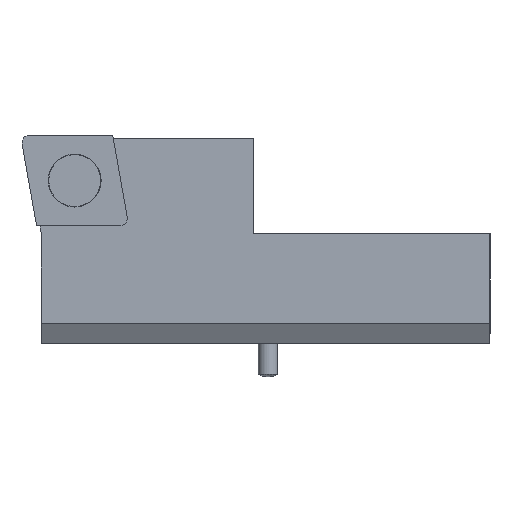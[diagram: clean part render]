
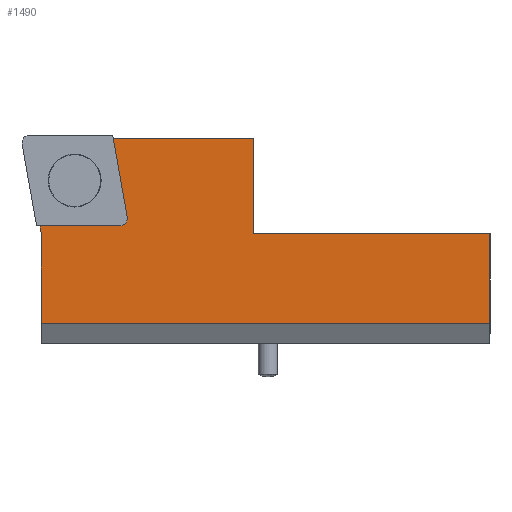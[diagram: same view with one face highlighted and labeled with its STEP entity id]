
A CAD part, top view. The second image highlights one B-rep face of the part: STEP entity #1490.
In plain terms, the highlighted planar face has unit normal (0, 0, 1).
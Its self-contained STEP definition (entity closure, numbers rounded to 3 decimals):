
#93=B_SPLINE_CURVE_WITH_KNOTS('',3,(#2337,#2338,#2339,#2340),
 .UNSPECIFIED.,.F.,.F.,(4,4),(0.984,1.079),
 .UNSPECIFIED.);
#102=FACE_OUTER_BOUND('',#185,.T.);
#185=EDGE_LOOP('',(#984,#985,#986,#987,#988,#989,#990,#991,#992,#993,#994));
#271=CIRCLE('',#1668,0.788);
#323=LINE('',#2324,#459);
#325=LINE('',#2366,#461);
#328=LINE('',#2372,#464);
#329=LINE('',#2374,#465);
#330=LINE('',#2376,#466);
#331=LINE('',#2378,#467);
#332=LINE('',#2380,#468);
#333=LINE('',#2382,#469);
#334=LINE('',#2384,#470);
#459=VECTOR('',#1841,10.);
#461=VECTOR('',#1849,10.);
#464=VECTOR('',#1854,10.);
#465=VECTOR('',#1855,10.);
#466=VECTOR('',#1856,10.);
#467=VECTOR('',#1857,10.);
#468=VECTOR('',#1858,10.);
#469=VECTOR('',#1859,10.);
#470=VECTOR('',#1860,10.);
#595=VERTEX_POINT('',#2322);
#596=VERTEX_POINT('',#2323);
#599=VERTEX_POINT('',#2336);
#603=VERTEX_POINT('',#2365);
#605=VERTEX_POINT('',#2371);
#606=VERTEX_POINT('',#2373);
#607=VERTEX_POINT('',#2375);
#608=VERTEX_POINT('',#2377);
#609=VERTEX_POINT('',#2379);
#610=VERTEX_POINT('',#2381);
#611=VERTEX_POINT('',#2383);
#744=EDGE_CURVE('',#595,#596,#323,.T.);
#748=EDGE_CURVE('',#599,#595,#93,.T.);
#753=EDGE_CURVE('',#603,#599,#325,.T.);
#756=EDGE_CURVE('',#596,#605,#328,.T.);
#757=EDGE_CURVE('',#605,#606,#329,.T.);
#758=EDGE_CURVE('',#606,#607,#330,.T.);
#759=EDGE_CURVE('',#608,#607,#331,.T.);
#760=EDGE_CURVE('',#608,#609,#332,.T.);
#761=EDGE_CURVE('',#610,#609,#333,.T.);
#762=EDGE_CURVE('',#610,#611,#334,.T.);
#763=EDGE_CURVE('',#611,#603,#271,.T.);
#984=ORIENTED_EDGE('',*,*,#748,.T.);
#985=ORIENTED_EDGE('',*,*,#744,.T.);
#986=ORIENTED_EDGE('',*,*,#756,.T.);
#987=ORIENTED_EDGE('',*,*,#757,.T.);
#988=ORIENTED_EDGE('',*,*,#758,.T.);
#989=ORIENTED_EDGE('',*,*,#759,.F.);
#990=ORIENTED_EDGE('',*,*,#760,.T.);
#991=ORIENTED_EDGE('',*,*,#761,.F.);
#992=ORIENTED_EDGE('',*,*,#762,.T.);
#993=ORIENTED_EDGE('',*,*,#763,.T.);
#994=ORIENTED_EDGE('',*,*,#753,.T.);
#1424=PLANE('',#1667);
#1490=ADVANCED_FACE('',(#102),#1424,.T.);
#1667=AXIS2_PLACEMENT_3D('',#2370,#1852,#1853);
#1668=AXIS2_PLACEMENT_3D('',#2385,#1861,#1862);
#1841=DIRECTION('',(-1.,0.,0.));
#1849=DIRECTION('',(-1.,0.,0.));
#1852=DIRECTION('center_axis',(0.,0.,1.));
#1853=DIRECTION('ref_axis',(1.,0.,0.));
#1854=DIRECTION('',(0.,-1.,0.));
#1855=DIRECTION('',(1.,0.,0.));
#1856=DIRECTION('',(0.,1.,0.));
#1857=DIRECTION('',(1.,0.,0.));
#1858=DIRECTION('',(0.,1.,0.));
#1859=DIRECTION('',(1.,0.,0.));
#1860=DIRECTION('',(0.174,-0.985,0.));
#1861=DIRECTION('center_axis',(0.,0.,-1.));
#1862=DIRECTION('ref_axis',(0.,-1.,0.));
#2322=CARTESIAN_POINT('',(-47.06,11.4,0.));
#2323=CARTESIAN_POINT('',(-47.069,11.4,0.));
#2324=CARTESIAN_POINT('',(-35.924,11.4,0.));
#2336=CARTESIAN_POINT('',(-47.222,12.337,0.));
#2337=CARTESIAN_POINT('Ctrl Pts',(-47.222,12.337,0.));
#2338=CARTESIAN_POINT('Ctrl Pts',(-47.168,12.025,0.));
#2339=CARTESIAN_POINT('Ctrl Pts',(-47.114,11.712,0.));
#2340=CARTESIAN_POINT('Ctrl Pts',(-47.06,11.4,0.));
#2365=CARTESIAN_POINT('',(-38.855,12.337,0.));
#2366=CARTESIAN_POINT('',(-36.187,12.337,0.));
#2370=CARTESIAN_POINT('Origin',(-24.8,0.,0.));
#2371=CARTESIAN_POINT('',(-47.069,2.1,0.));
#2372=CARTESIAN_POINT('',(-47.069,0.617,0.));
#2373=CARTESIAN_POINT('',(0.,2.1,0.));
#2374=CARTESIAN_POINT('',(-12.4,2.1,0.));
#2375=CARTESIAN_POINT('',(0.,11.55,0.));
#2376=CARTESIAN_POINT('',(0.,0.,0.));
#2377=CARTESIAN_POINT('',(-24.8,11.55,0.));
#2378=CARTESIAN_POINT('',(-48.8,11.55,0.));
#2379=CARTESIAN_POINT('',(-24.8,21.55,0.));
#2380=CARTESIAN_POINT('',(-24.8,0.,0.));
#2381=CARTESIAN_POINT('',(-39.541,21.55,0.));
#2382=CARTESIAN_POINT('',(-48.8,21.55,0.));
#2383=CARTESIAN_POINT('',(-38.08,13.262,0.));
#2384=CARTESIAN_POINT('',(-36.745,5.695,0.));
#2385=CARTESIAN_POINT('Origin',(-38.855,13.125,0.));
